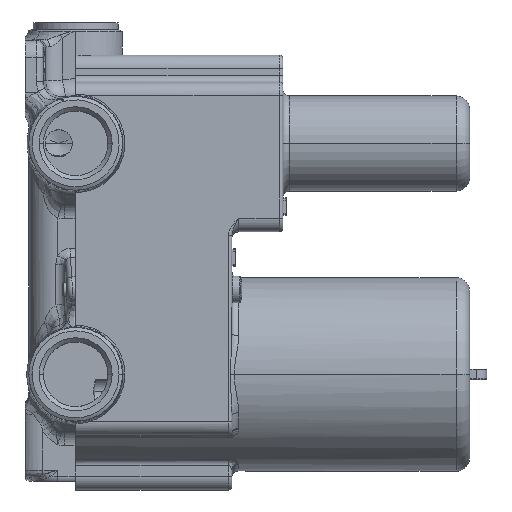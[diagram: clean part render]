
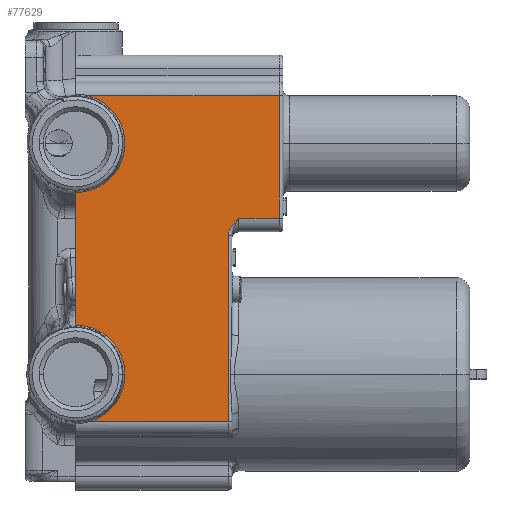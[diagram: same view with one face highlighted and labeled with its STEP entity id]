
A CAD part, top view. The second image highlights one B-rep face of the part: STEP entity #77629.
In plain terms, the highlighted planar face has unit normal (0, 0, 1).
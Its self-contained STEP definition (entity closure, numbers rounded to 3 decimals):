
#22729=CARTESIAN_POINT('',(0.,0.,29.));
#22730=DIRECTION('',(0.,0.,-1.));
#22731=DIRECTION('',(0.26,0.966,0.));
#22732=AXIS2_PLACEMENT_3D('',#22729,#22730,#22731);
#22734=DIRECTION('',(-1.,0.,0.));
#22735=VECTOR('',#22734,56.225);
#22736=CARTESIAN_POINT('',(60.,14.,29.));
#22737=LINE('',#22736,#22735);
#22738=DIRECTION('',(0.,-1.,0.));
#22739=VECTOR('',#22738,36.);
#22740=CARTESIAN_POINT('',(60.,14.,29.));
#22741=LINE('',#22740,#22739);
#22742=DIRECTION('',(-1.,0.,0.));
#22743=VECTOR('',#22742,12.);
#22744=CARTESIAN_POINT('',(60.,-22.,29.));
#22745=LINE('',#22744,#22743);
#22746=CARTESIAN_POINT('',(45.,-27.196,29.));
#22747=CARTESIAN_POINT('',(45.,-27.087,
29.));
#22748=CARTESIAN_POINT('',(45.009,-26.864,
29.));
#22749=CARTESIAN_POINT('',(45.051,-26.52,
29.));
#22750=CARTESIAN_POINT('',(45.123,-26.164,
29.));
#22751=CARTESIAN_POINT('',(45.229,-25.794,
29.));
#22752=CARTESIAN_POINT('',(45.372,-25.411,
29.));
#22753=CARTESIAN_POINT('',(45.555,-25.014,
29.));
#22754=CARTESIAN_POINT('',(45.787,-24.595,
29.));
#22755=CARTESIAN_POINT('',(46.077,-24.15,
29.));
#22756=CARTESIAN_POINT('',(46.438,-23.67,
29.));
#22757=CARTESIAN_POINT('',(46.88,-23.152,
29.));
#22758=CARTESIAN_POINT('',(47.403,-22.597,
29.));
#22759=CARTESIAN_POINT('',(47.795,-22.205,
29.));
#22760=CARTESIAN_POINT('',(48.,-22.,29.));
#22762=DIRECTION('',(-1.,0.,0.));
#22763=VECTOR('',#22762,41.225);
#22764=CARTESIAN_POINT('',(45.,-82.,29.));
#22765=LINE('',#22764,#22763);
#22766=CARTESIAN_POINT('',(0.,-68.,29.));
#22767=DIRECTION('',(0.,0.,-1.));
#22768=DIRECTION('',(0.,1.,0.));
#22769=AXIS2_PLACEMENT_3D('',#22766,#22767,#22768);
#23326=DIRECTION('',(0.,1.,0.));
#23327=VECTOR('',#23326,54.804);
#23328=CARTESIAN_POINT('',(45.,-82.,29.));
#23329=LINE('',#23328,#23327);
#28313=DIRECTION('',(0.,-1.,0.));
#28314=VECTOR('',#28313,39.);
#28315=CARTESIAN_POINT('',(0.,-14.5,29.));
#28316=LINE('',#28315,#28314);
#39821=CARTESIAN_POINT('',(0.,-53.5,29.));
#39823=VERTEX_POINT('',#39821);
#39839=CARTESIAN_POINT('',(3.775,-82.,29.));
#39840=VERTEX_POINT('',#39839);
#40287=CARTESIAN_POINT('',(0.,-14.5,29.));
#40289=VERTEX_POINT('',#40287);
#40297=CARTESIAN_POINT('',(3.775,14.,29.));
#40298=VERTEX_POINT('',#40297);
#40460=CARTESIAN_POINT('',(48.,-22.,29.));
#40461=VERTEX_POINT('',#40460);
#40464=CARTESIAN_POINT('',(60.,-22.,29.));
#40465=VERTEX_POINT('',#40464);
#40520=CARTESIAN_POINT('',(60.,14.,29.));
#40521=VERTEX_POINT('',#40520);
#40641=CARTESIAN_POINT('',(45.,-82.,29.));
#40642=VERTEX_POINT('',#40641);
#40647=VERTEX_POINT('',#22746);
#77605=CARTESIAN_POINT('',(0.,26.,29.));
#77606=DIRECTION('',(0.,0.,1.));
#77607=DIRECTION('',(0.,-1.,0.));
#77608=AXIS2_PLACEMENT_3D('',#77605,#77606,#77607);
#77609=PLANE('',#77608);
#77611=ORIENTED_EDGE('',*,*,#77610,.F.);
#77613=ORIENTED_EDGE('',*,*,#77612,.F.);
#77615=ORIENTED_EDGE('',*,*,#77614,.T.);
#77617=ORIENTED_EDGE('',*,*,#77616,.T.);
#77619=ORIENTED_EDGE('',*,*,#77618,.F.);
#77621=ORIENTED_EDGE('',*,*,#77620,.F.);
#77623=ORIENTED_EDGE('',*,*,#77622,.T.);
#77624=ORIENTED_EDGE('',*,*,#77585,.F.);
#77626=ORIENTED_EDGE('',*,*,#77625,.F.);
#77627=EDGE_LOOP('',(#77611,#77613,#77615,#77617,#77619,#77621,#77623,#77624,
#77626));
#77628=FACE_OUTER_BOUND('',#77627,.F.);
#77629=ADVANCED_FACE('',(#77628),#77609,.T.);
#22733=CIRCLE('',#22732,14.5);
#22761=B_SPLINE_CURVE_WITH_KNOTS('',3,(#22746,#22747,#22748,#22749,#22750,
#22751,#22752,#22753,#22754,#22755,#22756,#22757,#22758,#22759,#22760),
.UNSPECIFIED.,.F.,.F.,(4,1,1,1,1,1,1,1,1,1,1,1,4),(0.,0.083,
0.167,0.25,0.333,0.417,0.5,
0.583,0.667,0.75,0.833,0.917,
1.),.UNSPECIFIED.);
#22770=CIRCLE('',#22769,14.5);
#77585=EDGE_CURVE('',#39823,#39840,#22770,.T.);
#77610=EDGE_CURVE('',#40298,#40289,#22733,.T.);
#77612=EDGE_CURVE('',#40521,#40298,#22737,.T.);
#77614=EDGE_CURVE('',#40521,#40465,#22741,.T.);
#77616=EDGE_CURVE('',#40465,#40461,#22745,.T.);
#77618=EDGE_CURVE('',#40647,#40461,#22761,.T.);
#77620=EDGE_CURVE('',#40642,#40647,#23329,.T.);
#77622=EDGE_CURVE('',#40642,#39840,#22765,.T.);
#77625=EDGE_CURVE('',#40289,#39823,#28316,.T.);
